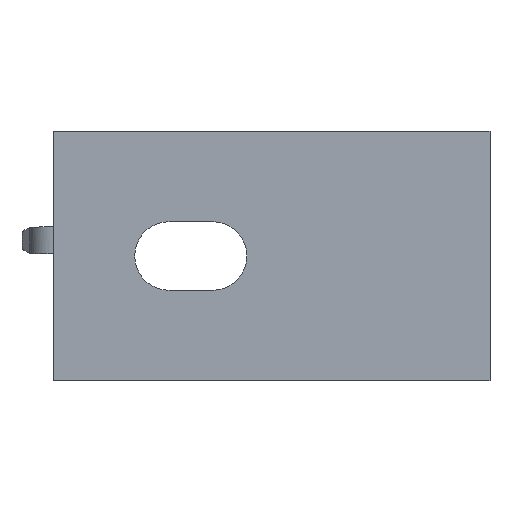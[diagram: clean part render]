
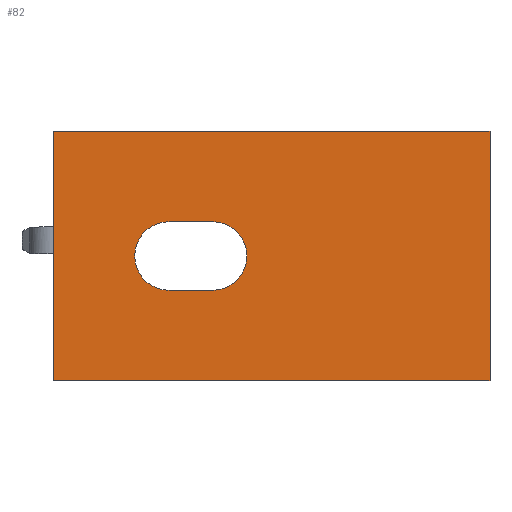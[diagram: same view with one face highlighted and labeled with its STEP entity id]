
A CAD part, left-side view. The second image highlights one B-rep face of the part: STEP entity #82.
In plain terms, the highlighted face is planar.
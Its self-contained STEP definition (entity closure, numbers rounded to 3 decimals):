
#82 = ADVANCED_FACE ( 'NONE', ( #1897, #1969 ), #2331, .F. ) ;
#107 = VERTEX_POINT ( 'NONE', #2188 ) ;
#123 = DIRECTION ( 'NONE',  ( 1., 0., 0. ) ) ;
#136 = DIRECTION ( 'NONE',  ( 0., 0., 1. ) ) ;
#138 = CARTESIAN_POINT ( 'NONE',  ( 0., 51.5, 0. ) ) ;
#189 = DIRECTION ( 'NONE',  ( 0., 1., 0. ) ) ;
#196 = CARTESIAN_POINT ( 'NONE',  ( 20., 0., 0. ) ) ;
#238 = VECTOR ( 'NONE', #1652, 1000. ) ;
#295 = CARTESIAN_POINT ( 'NONE',  ( -20., 70., 0. ) ) ;
#354 = VERTEX_POINT ( 'NONE', #1175 ) ;
#378 = DIRECTION ( 'NONE',  ( 0., 1., 0. ) ) ;
#402 = CARTESIAN_POINT ( 'NONE',  ( 5.5, 44.5, 0. ) ) ;
#484 = CARTESIAN_POINT ( 'NONE',  ( 5.5, 44.5, 0. ) ) ;
#497 = ORIENTED_EDGE ( 'NONE', *, *, #1407, .T. ) ;
#541 = AXIS2_PLACEMENT_3D ( 'NONE', #1717, #1653, #1641 ) ;
#548 = EDGE_LOOP ( 'NONE', ( #636, #632, #599, #497 ) ) ;
#599 = ORIENTED_EDGE ( 'NONE', *, *, #781, .T. ) ;
#632 = ORIENTED_EDGE ( 'NONE', *, *, #2680, .T. ) ;
#636 = ORIENTED_EDGE ( 'NONE', *, *, #1030, .T. ) ;
#661 = EDGE_CURVE ( 'NONE', #1883, #354, #2565, .T. ) ;
#667 = ORIENTED_EDGE ( 'NONE', *, *, #782, .F. ) ;
#676 = ORIENTED_EDGE ( 'NONE', *, *, #2664, .F. ) ;
#707 = ORIENTED_EDGE ( 'NONE', *, *, #827, .F. ) ;
#735 = ORIENTED_EDGE ( 'NONE', *, *, #661, .F. ) ;
#758 = VECTOR ( 'NONE', #1640, 1000. ) ;
#781 = EDGE_CURVE ( 'NONE', #1153, #1798, #2294, .T. ) ;
#782 = EDGE_CURVE ( 'NONE', #354, #988, #2043, .T. ) ;
#827 = EDGE_CURVE ( 'NONE', #2089, #1883, #1943, .T. ) ;
#880 = DIRECTION ( 'NONE',  ( -1., 0., 0. ) ) ;
#988 = VERTEX_POINT ( 'NONE', #1862 ) ;
#1004 = AXIS2_PLACEMENT_3D ( 'NONE', #138, #136, #123 ) ;
#1009 = VECTOR ( 'NONE', #1661, 1000. ) ;
#1030 = EDGE_CURVE ( 'NONE', #107, #1711, #1091, .T. ) ;
#1091 = LINE ( 'NONE', #1764, #1009 ) ;
#1153 = VERTEX_POINT ( 'NONE', #1220 ) ;
#1175 = CARTESIAN_POINT ( 'NONE',  ( 5.5, 51.5, 0. ) ) ;
#1220 = CARTESIAN_POINT ( 'NONE',  ( 20., 0., 0. ) ) ;
#1407 = EDGE_CURVE ( 'NONE', #1798, #107, #2484, .T. ) ;
#1471 = CARTESIAN_POINT ( 'NONE',  ( 20., 70., 0. ) ) ;
#1545 = EDGE_LOOP ( 'NONE', ( #735, #707, #676, #667 ) ) ;
#1640 = DIRECTION ( 'NONE',  ( 0., -1., 0. ) ) ;
#1641 = DIRECTION ( 'NONE',  ( 1., 0., 0. ) ) ;
#1643 = CARTESIAN_POINT ( 'NONE',  ( -5.5, 44.5, 0. ) ) ;
#1652 = DIRECTION ( 'NONE',  ( 1., 0., 0. ) ) ;
#1653 = DIRECTION ( 'NONE',  ( 0., 0., 1. ) ) ;
#1654 = CARTESIAN_POINT ( 'NONE',  ( -20., 0., 0. ) ) ;
#1661 = DIRECTION ( 'NONE',  ( 0., -1., 0. ) ) ;
#1711 = VERTEX_POINT ( 'NONE', #1936 ) ;
#1717 = CARTESIAN_POINT ( 'NONE',  ( 0., 44.5, 0. ) ) ;
#1748 = LINE ( 'NONE', #1643, #758 ) ;
#1764 = CARTESIAN_POINT ( 'NONE',  ( -20., 0., 0. ) ) ;
#1798 = VERTEX_POINT ( 'NONE', #1471 ) ;
#1862 = CARTESIAN_POINT ( 'NONE',  ( -5.5, 51.5, 0. ) ) ;
#1883 = VERTEX_POINT ( 'NONE', #484 ) ;
#1897 = FACE_BOUND ( 'NONE', #1545, .T. ) ;
#1936 = CARTESIAN_POINT ( 'NONE',  ( -20., 0., 0. ) ) ;
#1943 = CIRCLE ( 'NONE', #541, 5.5 ) ;
#1969 = FACE_OUTER_BOUND ( 'NONE', #548, .T. ) ;
#2043 = CIRCLE ( 'NONE', #1004, 5.5 ) ;
#2089 = VERTEX_POINT ( 'NONE', #2126 ) ;
#2126 = CARTESIAN_POINT ( 'NONE',  ( -5.5, 44.5, 0. ) ) ;
#2188 = CARTESIAN_POINT ( 'NONE',  ( -20., 70., 0. ) ) ;
#2233 = VECTOR ( 'NONE', #189, 1000. ) ;
#2262 = DIRECTION ( 'NONE',  ( -1., 0., 0. ) ) ;
#2273 = CARTESIAN_POINT ( 'NONE',  ( -20., 70., 0. ) ) ;
#2284 = VECTOR ( 'NONE', #880, 1000. ) ;
#2294 = LINE ( 'NONE', #196, #2233 ) ;
#2310 = DIRECTION ( 'NONE',  ( 0., 0., -1. ) ) ;
#2331 = PLANE ( 'NONE',  #2649 ) ;
#2374 = LINE ( 'NONE', #1654, #238 ) ;
#2484 = LINE ( 'NONE', #295, #2284 ) ;
#2529 = VECTOR ( 'NONE', #378, 1000. ) ;
#2565 = LINE ( 'NONE', #402, #2529 ) ;
#2649 = AXIS2_PLACEMENT_3D ( 'NONE', #2273, #2310, #2262 ) ;
#2664 = EDGE_CURVE ( 'NONE', #988, #2089, #1748, .T. ) ;
#2680 = EDGE_CURVE ( 'NONE', #1711, #1153, #2374, .T. ) ;
